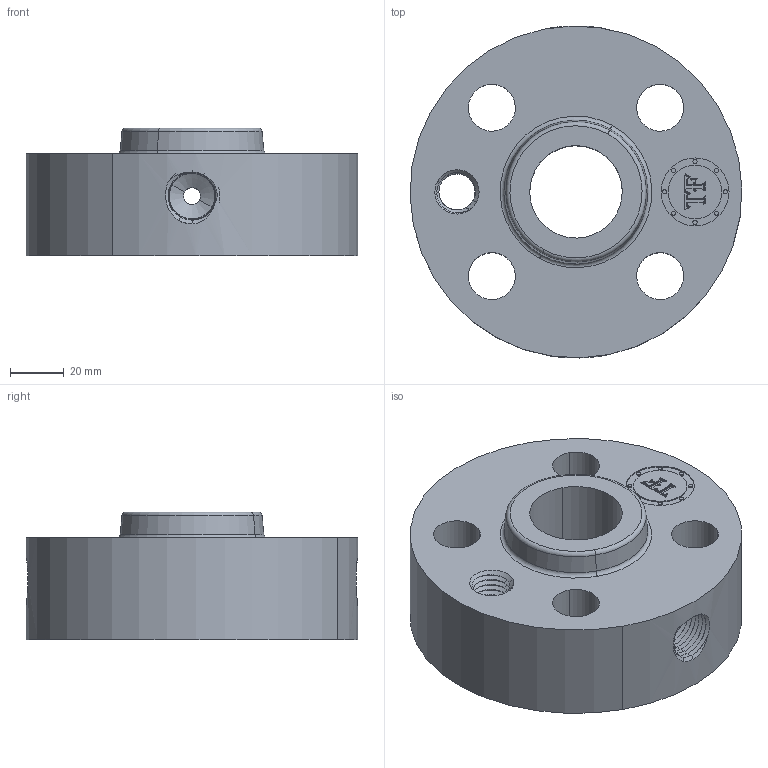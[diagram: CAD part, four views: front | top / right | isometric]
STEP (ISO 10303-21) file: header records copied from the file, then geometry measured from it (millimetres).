
FILE_DESCRIPTION(('3D STEP'),'2;1');
FILE_NAME('1-300-FF-SLIP-ON-ORIF-FLANGE.stp','2013-10-20T06:20:39+00:00',('Texas Flange'),(''),'CATIA Version 5 Release 20 SP 6 (IN-10)','CATIA V5 STEP AP214','800-826-3801');
FILE_SCHEMA(('AUTOMOTIVE_DESIGN { 1 0 10303 214 1 1 1 1 }'));
Length unit declared in the file: inch
Products named in the file (1): 1-300-FF-SLIP-ON-ORIF-FLANGE
Bounding box: 123.92 x 123.95 x 47.75 mm (x, y, z)
Volume: 379001.2 mm3; surface area: 57480.4 mm2
Topology: 1 solids, 1 shells, 759 faces, 2065 edges, 1326 vertices
Faces by surface type: plane 368, bspline 254, cylinder 83, cone 46, revolution 4, torus 4
Entity records: 32288 total; most frequent: CARTESIAN_POINT 13395, ORIENTED_EDGE 4130, EDGE_CURVE 2065, DIRECTION 2018, VERTEX_POINT 1326, VECTOR 1168, LINE 1168, B_SPLINE_CURVE_WITH_KNOTS 807
